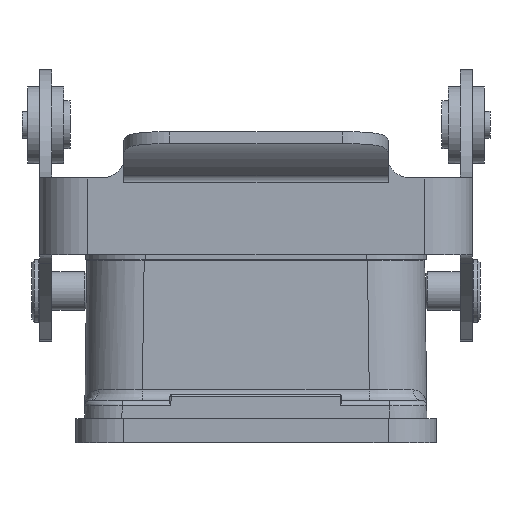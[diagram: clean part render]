
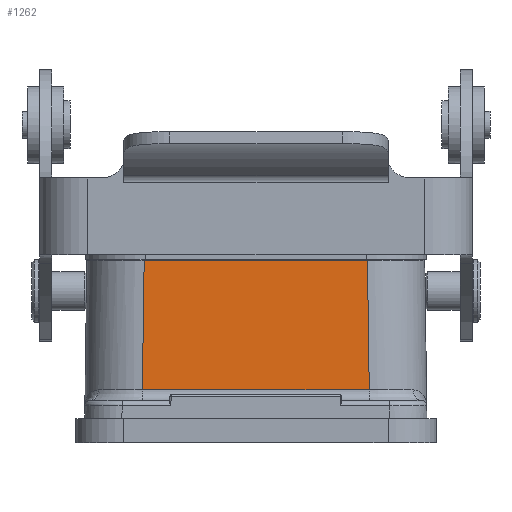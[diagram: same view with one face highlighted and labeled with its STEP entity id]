
A CAD part, front view. The second image highlights one B-rep face of the part: STEP entity #1262.
In plain terms, the highlighted planar face has unit normal (0, -1, 0.018).
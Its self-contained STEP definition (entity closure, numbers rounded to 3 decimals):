
#1262=ADVANCED_FACE('',(#1968),#1762,.T.);
#1762=PLANE('',#8169);
#1968=FACE_OUTER_BOUND('',#2314,.T.);
#2314=EDGE_LOOP('',(#3069,#3070,#3071,#3072));
#3069=ORIENTED_EDGE('',*,*,#6055,.T.);
#3070=ORIENTED_EDGE('',*,*,#6056,.T.);
#3071=ORIENTED_EDGE('',*,*,#6057,.T.);
#3072=ORIENTED_EDGE('',*,*,#6058,.F.);
#5297=VERTEX_POINT('',#11610);
#5298=VERTEX_POINT('',#11611);
#5299=VERTEX_POINT('',#11613);
#5300=VERTEX_POINT('',#11615);
#6055=EDGE_CURVE('',#5297,#5298,#7162,.T.);
#6056=EDGE_CURVE('',#5298,#5299,#7163,.T.);
#6057=EDGE_CURVE('',#5299,#5300,#7164,.T.);
#6058=EDGE_CURVE('',#5297,#5300,#7165,.T.);
#7162=LINE('',#11609,#7667);
#7163=LINE('',#11612,#7668);
#7164=LINE('',#11614,#7669);
#7165=LINE('',#11616,#7670);
#7667=VECTOR('',#9148,1.);
#7668=VECTOR('',#9149,1.);
#7669=VECTOR('',#9150,1.);
#7670=VECTOR('',#9151,1.);
#8169=AXIS2_PLACEMENT_3D('',#11617,#9152,#9153);
#9148=DIRECTION('',(-0.014,0.017,1.));
#9149=DIRECTION('',(-1.,0.,0.));
#9150=DIRECTION('',(-0.014,-0.017,-1.));
#9151=DIRECTION('',(-1.,0.,0.));
#9152=DIRECTION('',(0.,-1.,0.017));
#9153=DIRECTION('',(0.,0.017,1.));
#11609=CARTESIAN_POINT('',(13.927,-59.552,21.487));
#11610=CARTESIAN_POINT('',(14.157,-59.839,5.076));
#11611=CARTESIAN_POINT('',(13.931,-59.557,21.203));
#11612=CARTESIAN_POINT('',(-13.929,-59.557,21.203));
#11613=CARTESIAN_POINT('',(-13.931,-59.557,21.203));
#11614=CARTESIAN_POINT('',(-13.919,-59.542,22.088));
#11615=CARTESIAN_POINT('',(-14.157,-59.839,5.076));
#11616=CARTESIAN_POINT('',(-45.206,-59.839,5.076));
#11617=CARTESIAN_POINT('',(21.526,-59.55,21.593));
